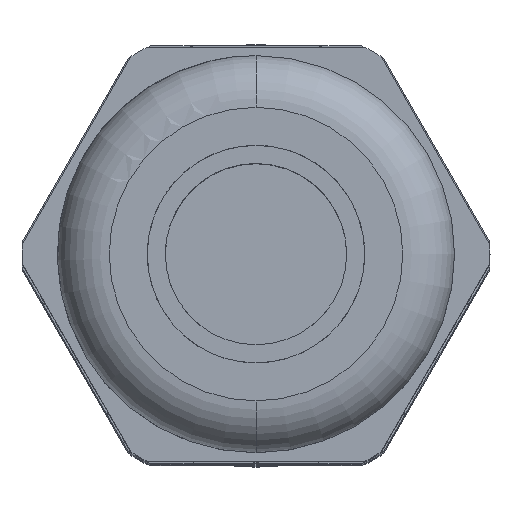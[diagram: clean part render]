
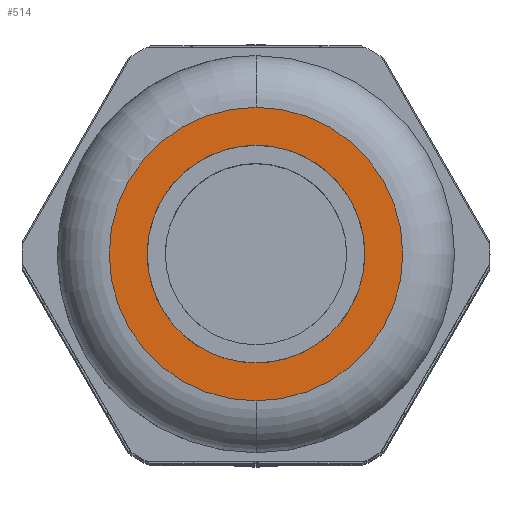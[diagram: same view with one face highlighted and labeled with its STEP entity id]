
A CAD part, top view. The second image highlights one B-rep face of the part: STEP entity #514.
In plain terms, the highlighted planar face has unit normal (0, 0, 1).
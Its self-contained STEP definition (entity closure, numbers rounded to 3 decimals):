
#404=AXIS2_PLACEMENT_3D('Circle Axis2P3D',#402,#403,$) ;
#435=AXIS2_PLACEMENT_3D('Circle Axis2P3D',#433,#434,$) ;
#448=AXIS2_PLACEMENT_3D('Plane Axis2P3D',#445,#446,#447) ;
#402=CARTESIAN_POINT('Axis2P3D Location',(13.55,12.2,122.3)) ;
#406=CARTESIAN_POINT('Vertex',(13.55,3.7,122.3)) ;
#408=CARTESIAN_POINT('Vertex',(13.55,20.7,122.3)) ;
#433=CARTESIAN_POINT('Axis2P3D Location',(13.55,12.2,122.3)) ;
#445=CARTESIAN_POINT('Axis2P3D Location',(13.55,12.2,122.3)) ;
#455=CARTESIAN_POINT('Control Point',(13.55,5.9,122.3)) ;
#456=CARTESIAN_POINT('Control Point',(14.165,5.9,122.3)) ;
#457=CARTESIAN_POINT('Control Point',(14.78,5.975,122.3)) ;
#458=CARTESIAN_POINT('Control Point',(15.382,6.125,122.3)) ;
#459=CARTESIAN_POINT('Control Point',(16.539,6.569,122.3)) ;
#460=CARTESIAN_POINT('Control Point',(17.555,7.278,122.3)) ;
#461=CARTESIAN_POINT('Control Point',(18.016,7.693,122.3)) ;
#462=CARTESIAN_POINT('Control Point',(18.83,8.627,122.3)) ;
#463=CARTESIAN_POINT('Control Point',(19.395,9.73,122.3)) ;
#464=CARTESIAN_POINT('Control Point',(19.608,10.313,122.3)) ;
#465=CARTESIAN_POINT('Control Point',(19.889,11.52,122.3)) ;
#466=CARTESIAN_POINT('Control Point',(19.871,12.758,122.3)) ;
#467=CARTESIAN_POINT('Control Point',(19.786,13.373,122.3)) ;
#468=CARTESIAN_POINT('Control Point',(19.468,14.571,122.3)) ;
#469=CARTESIAN_POINT('Control Point',(18.871,15.656,122.3)) ;
#470=CARTESIAN_POINT('Control Point',(18.508,16.16,122.3)) ;
#471=CARTESIAN_POINT('Control Point',(17.666,17.068,122.3)) ;
#472=CARTESIAN_POINT('Control Point',(16.63,17.748,122.3)) ;
#473=CARTESIAN_POINT('Control Point',(16.073,18.022,122.3)) ;
#474=CARTESIAN_POINT('Control Point',(15.232,18.315,122.3)) ;
#475=CARTESIAN_POINT('Control Point',(14.358,18.457,122.3)) ;
#476=CARTESIAN_POINT('Control Point',(14.088,18.486,122.3)) ;
#477=CARTESIAN_POINT('Control Point',(13.819,18.5,122.3)) ;
#478=CARTESIAN_POINT('Control Point',(13.55,18.5,122.3)) ;
#479=CARTESIAN_POINT('Vertex',(13.55,5.9,122.3)) ;
#481=CARTESIAN_POINT('Vertex',(13.55,18.5,122.3)) ;
#485=CARTESIAN_POINT('Control Point',(13.55,18.5,122.3)) ;
#486=CARTESIAN_POINT('Control Point',(12.935,18.5,122.3)) ;
#487=CARTESIAN_POINT('Control Point',(12.32,18.425,122.3)) ;
#488=CARTESIAN_POINT('Control Point',(11.718,18.275,122.3)) ;
#489=CARTESIAN_POINT('Control Point',(10.561,17.831,122.3)) ;
#490=CARTESIAN_POINT('Control Point',(9.545,17.122,122.3)) ;
#491=CARTESIAN_POINT('Control Point',(9.084,16.707,122.3)) ;
#492=CARTESIAN_POINT('Control Point',(8.27,15.773,122.3)) ;
#493=CARTESIAN_POINT('Control Point',(7.705,14.67,122.3)) ;
#494=CARTESIAN_POINT('Control Point',(7.492,14.087,122.3)) ;
#495=CARTESIAN_POINT('Control Point',(7.211,12.88,122.3)) ;
#496=CARTESIAN_POINT('Control Point',(7.229,11.642,122.3)) ;
#497=CARTESIAN_POINT('Control Point',(7.314,11.027,122.3)) ;
#498=CARTESIAN_POINT('Control Point',(7.632,9.829,122.3)) ;
#499=CARTESIAN_POINT('Control Point',(8.229,8.744,122.3)) ;
#500=CARTESIAN_POINT('Control Point',(8.592,8.24,122.3)) ;
#501=CARTESIAN_POINT('Control Point',(9.434,7.332,122.3)) ;
#502=CARTESIAN_POINT('Control Point',(10.47,6.652,122.3)) ;
#503=CARTESIAN_POINT('Control Point',(11.027,6.378,122.3)) ;
#504=CARTESIAN_POINT('Control Point',(11.868,6.085,122.3)) ;
#505=CARTESIAN_POINT('Control Point',(12.742,5.943,122.3)) ;
#506=CARTESIAN_POINT('Control Point',(13.012,5.914,122.3)) ;
#507=CARTESIAN_POINT('Control Point',(13.281,5.9,122.3)) ;
#508=CARTESIAN_POINT('Control Point',(13.55,5.9,122.3)) ;
#403=DIRECTION('Axis2P3D Direction',(0.,0.,-1.)) ;
#434=DIRECTION('Axis2P3D Direction',(0.,0.,-1.)) ;
#446=DIRECTION('Axis2P3D Direction',(0.,0.,-1.)) ;
#447=DIRECTION('Axis2P3D XDirection',(0.,1.,0.)) ;
#451=ORIENTED_EDGE('',*,*,#410,.F.) ;
#452=ORIENTED_EDGE('',*,*,#437,.F.) ;
#511=ORIENTED_EDGE('',*,*,#483,.F.) ;
#512=ORIENTED_EDGE('',*,*,#509,.F.) ;
#513=FACE_BOUND('',#510,.T.) ;
#514=ADVANCED_FACE('BREP_WITH_VOIDS #62501',(#453,#513),#449,.F.) ;
#454=B_SPLINE_CURVE_WITH_KNOTS('',5,(#455,#456,#457,#458,#459,#460,#461,#462,#463,#464,#465,#466,#467,#468,#469,#470,#471,#472,#473,#474,#475,#476,#477,#478),.UNSPECIFIED.,.F.,.U.,(6,3,3,3,3,3,3,6),(0.,4.347,8.695,13.042,17.389,21.737,26.084,27.988),.UNSPECIFIED.) ;
#484=B_SPLINE_CURVE_WITH_KNOTS('',5,(#485,#486,#487,#488,#489,#490,#491,#492,#493,#494,#495,#496,#497,#498,#499,#500,#501,#502,#503,#504,#505,#506,#507,#508),.UNSPECIFIED.,.F.,.U.,(6,3,3,3,3,3,3,6),(0.,4.347,8.695,13.042,17.389,21.737,26.084,27.988),.UNSPECIFIED.) ;
#405=CIRCLE('generated circle',#404,8.5) ;
#436=CIRCLE('generated circle',#435,8.5) ;
#410=EDGE_CURVE('',#407,#409,#405,.T.) ;
#437=EDGE_CURVE('',#409,#407,#436,.T.) ;
#483=EDGE_CURVE('',#480,#482,#454,.T.) ;
#509=EDGE_CURVE('',#482,#480,#484,.T.) ;
#450=EDGE_LOOP('',(#451,#452)) ;
#510=EDGE_LOOP('',(#511,#512)) ;
#453=FACE_OUTER_BOUND('',#450,.T.) ;
#449=PLANE('',#448) ;
#407=VERTEX_POINT('',#406) ;
#409=VERTEX_POINT('',#408) ;
#480=VERTEX_POINT('',#479) ;
#482=VERTEX_POINT('',#481) ;
